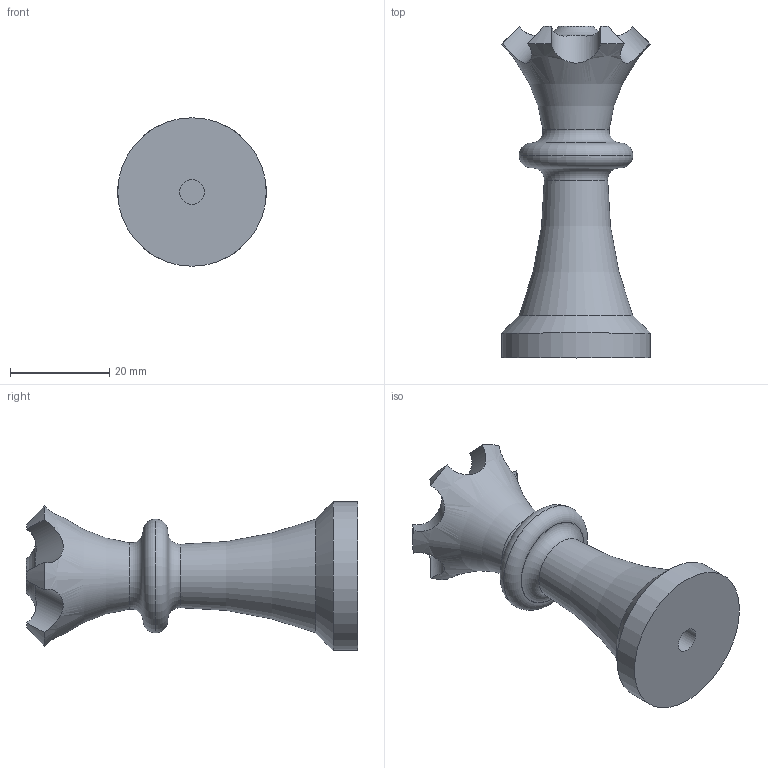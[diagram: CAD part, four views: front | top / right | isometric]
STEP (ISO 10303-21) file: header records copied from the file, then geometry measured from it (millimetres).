
FILE_DESCRIPTION(/* description */ (''),/* implementation_level */ '2;1');
FILE_NAME(/* name */ 'QueenTaggeable.stp',/* time_stamp */ '2025-02-27T10:17:10+01:00',/* author */ ('Marcu'),/* organization */ (''),/* preprocessor_version */ 'ST-DEVELOPER v20',/* originating_system */ 'Autodesk Inventor 2025',/* authorisation */ '');
FILE_SCHEMA (('AUTOMOTIVE_DESIGN { 1 0 10303 214 3 1 1 }'));
Length unit declared in the file: millimetre
Products named in the file (1): PawnUntagged
Bounding box: 30 x 67.03 x 30 mm (x, y, z)
Volume: 19321.3 mm3; surface area: 5975.9 mm2
Topology: 1 solids, 1 shells, 35 faces, 86 edges, 55 vertices
Faces by surface type: plane 12, cylinder 9, torus 7, cone 7
Full cylindrical faces by diameter (mm): 5 x1, 22.933 x1, 30 x1
Entity records: 1403 total; most frequent: CARTESIAN_POINT 565, ORIENTED_EDGE 172, DIRECTION 160, EDGE_CURVE 86, AXIS2_PLACEMENT_3D 72, VERTEX_POINT 55, EDGE_LOOP 37, CIRCLE 36
